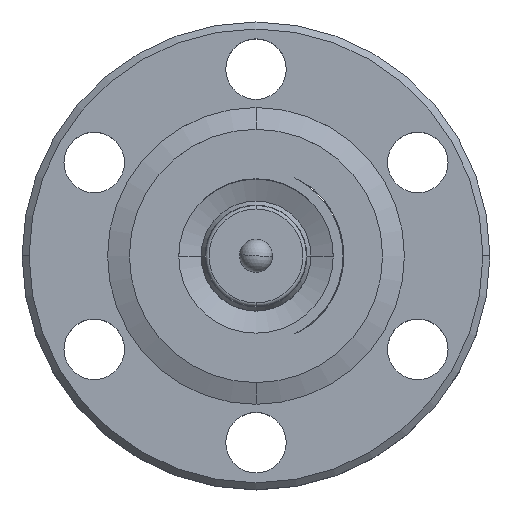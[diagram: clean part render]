
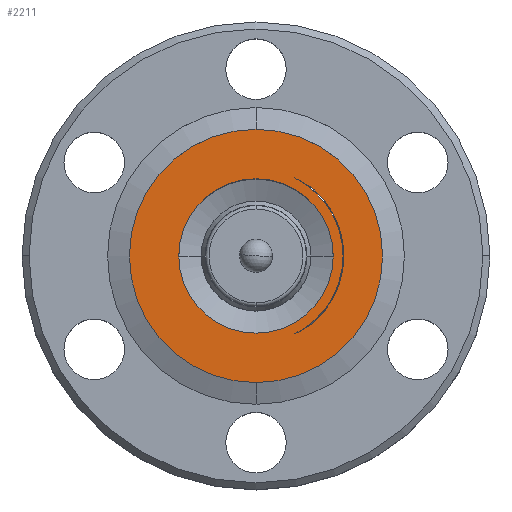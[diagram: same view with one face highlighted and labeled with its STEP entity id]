
A CAD part, top view. The second image highlights one B-rep face of the part: STEP entity #2211.
In plain terms, the highlighted planar face has unit normal (0, 0, 1).
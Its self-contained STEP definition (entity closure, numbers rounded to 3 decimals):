
#9 = DIRECTION ( 'NONE',  ( 1., 0., 0. ) ) ;
#89 = EDGE_CURVE ( 'NONE', #285, #726, #742, .T. ) ;
#93 = ORIENTED_EDGE ( 'NONE', *, *, #4120, .T. ) ;
#104 = DIRECTION ( 'NONE',  ( 1., 0., 0. ) ) ;
#152 = EDGE_CURVE ( 'NONE', #726, #2048, #345, .T. ) ;
#210 = CARTESIAN_POINT ( 'NONE',  ( -9.144, 0., 29.768 ) ) ;
#285 = VERTEX_POINT ( 'NONE', #2183 ) ;
#295 = PLANE ( 'NONE',  #3496 ) ;
#345 = CIRCLE ( 'NONE', #3566, 6.35 ) ;
#347 = AXIS2_PLACEMENT_3D ( 'NONE', #3520, #2888, #9 ) ;
#349 = CARTESIAN_POINT ( 'NONE',  ( 0., 0., 29.768 ) ) ;
#429 = CARTESIAN_POINT ( 'NONE',  ( 0.287, 0., 29.768 ) ) ;
#461 = EDGE_CURVE ( 'NONE', #3538, #1561, #2429, .T. ) ;
#483 = DIRECTION ( 'NONE',  ( 0., 0., 1. ) ) ;
#491 = CARTESIAN_POINT ( 'NONE',  ( 0., 0., 29.768 ) ) ;
#538 = DIRECTION ( 'NONE',  ( 0., 0., -1. ) ) ;
#622 = VERTEX_POINT ( 'NONE', #3843 ) ;
#628 = FACE_BOUND ( 'NONE', #2475, .T. ) ;
#726 = VERTEX_POINT ( 'NONE', #3799 ) ;
#742 = CIRCLE ( 'NONE', #949, 6.35 ) ;
#828 = DIRECTION ( 'NONE',  ( -1., 0., 0. ) ) ;
#858 = EDGE_CURVE ( 'NONE', #3647, #3823, #2563, .T. ) ;
#918 = CARTESIAN_POINT ( 'NONE',  ( -5.575, 0., 29.768 ) ) ;
#949 = AXIS2_PLACEMENT_3D ( 'NONE', #3716, #1843, #828 ) ;
#996 = ORIENTED_EDGE ( 'NONE', *, *, #3110, .T. ) ;
#1036 = EDGE_CURVE ( 'NONE', #3823, #3647, #1720, .T. ) ;
#1050 = VERTEX_POINT ( 'NONE', #1784 ) ;
#1087 = CARTESIAN_POINT ( 'NONE',  ( 0., 0., 29.768 ) ) ;
#1152 = DIRECTION ( 'NONE',  ( 0., 0., 1. ) ) ;
#1208 = DIRECTION ( 'NONE',  ( 0., 0., 1. ) ) ;
#1266 = ORIENTED_EDGE ( 'NONE', *, *, #3074, .T. ) ;
#1430 = DIRECTION ( 'NONE',  ( 0., 0., -1. ) ) ;
#1434 = DIRECTION ( 'NONE',  ( 0., 0., -1. ) ) ;
#1561 = VERTEX_POINT ( 'NONE', #4075 ) ;
#1573 = DIRECTION ( 'NONE',  ( 0., 0., 1. ) ) ;
#1603 = ORIENTED_EDGE ( 'NONE', *, *, #3446, .T. ) ;
#1612 = ORIENTED_EDGE ( 'NONE', *, *, #152, .T. ) ;
#1690 = AXIS2_PLACEMENT_3D ( 'NONE', #491, #1434, #2069 ) ;
#1705 = DIRECTION ( 'NONE',  ( 0., 0., -1. ) ) ;
#1720 = CIRCLE ( 'NONE', #2394, 9.144 ) ;
#1747 = CIRCLE ( 'NONE', #3432, 5.575 ) ;
#1784 = CARTESIAN_POINT ( 'NONE',  ( 6.286, 0., 29.768 ) ) ;
#1789 = AXIS2_PLACEMENT_3D ( 'NONE', #1087, #483, #2120 ) ;
#1822 = DIRECTION ( 'NONE',  ( -1., 0., 0. ) ) ;
#1843 = DIRECTION ( 'NONE',  ( 0., 0., -1. ) ) ;
#1865 = DIRECTION ( 'NONE',  ( -1., 0., 0. ) ) ;
#1907 = VERTEX_POINT ( 'NONE', #3729 ) ;
#2030 = ORIENTED_EDGE ( 'NONE', *, *, #461, .T. ) ;
#2048 = VERTEX_POINT ( 'NONE', #3112 ) ;
#2069 = DIRECTION ( 'NONE',  ( -1., 0., 0. ) ) ;
#2107 = CARTESIAN_POINT ( 'NONE',  ( 0., 0., 29.768 ) ) ;
#2120 = DIRECTION ( 'NONE',  ( -1., 0., 0. ) ) ;
#2183 = CARTESIAN_POINT ( 'NONE',  ( 4.198, 4.764, 29.768 ) ) ;
#2211 = ADVANCED_FACE ( 'NONE', ( #628, #3176, #2566 ), #295, .T. ) ;
#2294 = AXIS2_PLACEMENT_3D ( 'NONE', #429, #1705, #104 ) ;
#2358 = AXIS2_PLACEMENT_3D ( 'NONE', #349, #3561, #2592 ) ;
#2388 = CIRCLE ( 'NONE', #2929, 6.286 ) ;
#2394 = AXIS2_PLACEMENT_3D ( 'NONE', #2107, #1152, #3384 ) ;
#2396 = CIRCLE ( 'NONE', #1789, 6.286 ) ;
#2429 = CIRCLE ( 'NONE', #1690, 5.575 ) ;
#2475 = EDGE_LOOP ( 'NONE', ( #3963, #1612, #996, #93, #1603, #3304 ) ) ;
#2512 = EDGE_LOOP ( 'NONE', ( #2030, #1266 ) ) ;
#2563 = CIRCLE ( 'NONE', #2358, 9.144 ) ;
#2566 = FACE_BOUND ( 'NONE', #2512, .T. ) ;
#2592 = DIRECTION ( 'NONE',  ( -1., 0., 0. ) ) ;
#2709 = DIRECTION ( 'NONE',  ( -1., 0., 0. ) ) ;
#2718 = CARTESIAN_POINT ( 'NONE',  ( 0., 0., 29.768 ) ) ;
#2875 = ORIENTED_EDGE ( 'NONE', *, *, #1036, .T. ) ;
#2888 = DIRECTION ( 'NONE',  ( 0., 0., -1. ) ) ;
#2895 = CARTESIAN_POINT ( 'NONE',  ( 0., 0., 29.768 ) ) ;
#2902 = CARTESIAN_POINT ( 'NONE',  ( 0.059, -6.286, 29.768 ) ) ;
#2929 = AXIS2_PLACEMENT_3D ( 'NONE', #2895, #1208, #1865 ) ;
#2952 = EDGE_CURVE ( 'NONE', #622, #285, #2964, .T. ) ;
#2964 = CIRCLE ( 'NONE', #347, 6.164 ) ;
#3074 = EDGE_CURVE ( 'NONE', #1561, #3538, #1747, .T. ) ;
#3110 = EDGE_CURVE ( 'NONE', #2048, #1907, #4101, .T. ) ;
#3112 = CARTESIAN_POINT ( 'NONE',  ( 4.198, -4.764, 29.768 ) ) ;
#3130 = DIRECTION ( 'NONE',  ( 1., 0., 0. ) ) ;
#3176 = FACE_OUTER_BOUND ( 'NONE', #4033, .T. ) ;
#3223 = CARTESIAN_POINT ( 'NONE',  ( 9.144, 0., 29.768 ) ) ;
#3304 = ORIENTED_EDGE ( 'NONE', *, *, #2952, .T. ) ;
#3384 = DIRECTION ( 'NONE',  ( -1., 0., 0. ) ) ;
#3432 = AXIS2_PLACEMENT_3D ( 'NONE', #3619, #1430, #2709 ) ;
#3446 = EDGE_CURVE ( 'NONE', #1050, #622, #2388, .T. ) ;
#3496 = AXIS2_PLACEMENT_3D ( 'NONE', #2902, #1573, #3130 ) ;
#3520 = CARTESIAN_POINT ( 'NONE',  ( 0.287, 0., 29.768 ) ) ;
#3538 = VERTEX_POINT ( 'NONE', #918 ) ;
#3561 = DIRECTION ( 'NONE',  ( 0., 0., 1. ) ) ;
#3566 = AXIS2_PLACEMENT_3D ( 'NONE', #2718, #538, #1822 ) ;
#3619 = CARTESIAN_POINT ( 'NONE',  ( 0., 0., 29.768 ) ) ;
#3647 = VERTEX_POINT ( 'NONE', #3223 ) ;
#3716 = CARTESIAN_POINT ( 'NONE',  ( 0., 0., 29.768 ) ) ;
#3729 = CARTESIAN_POINT ( 'NONE',  ( 2.8, -5.629, 29.768 ) ) ;
#3799 = CARTESIAN_POINT ( 'NONE',  ( 6.35, 0., 29.768 ) ) ;
#3823 = VERTEX_POINT ( 'NONE', #210 ) ;
#3843 = CARTESIAN_POINT ( 'NONE',  ( 2.8, 5.629, 29.768 ) ) ;
#3963 = ORIENTED_EDGE ( 'NONE', *, *, #89, .T. ) ;
#4033 = EDGE_LOOP ( 'NONE', ( #2875, #4081 ) ) ;
#4075 = CARTESIAN_POINT ( 'NONE',  ( 5.575, 0., 29.768 ) ) ;
#4081 = ORIENTED_EDGE ( 'NONE', *, *, #858, .T. ) ;
#4101 = CIRCLE ( 'NONE', #2294, 6.164 ) ;
#4120 = EDGE_CURVE ( 'NONE', #1907, #1050, #2396, .T. ) ;
